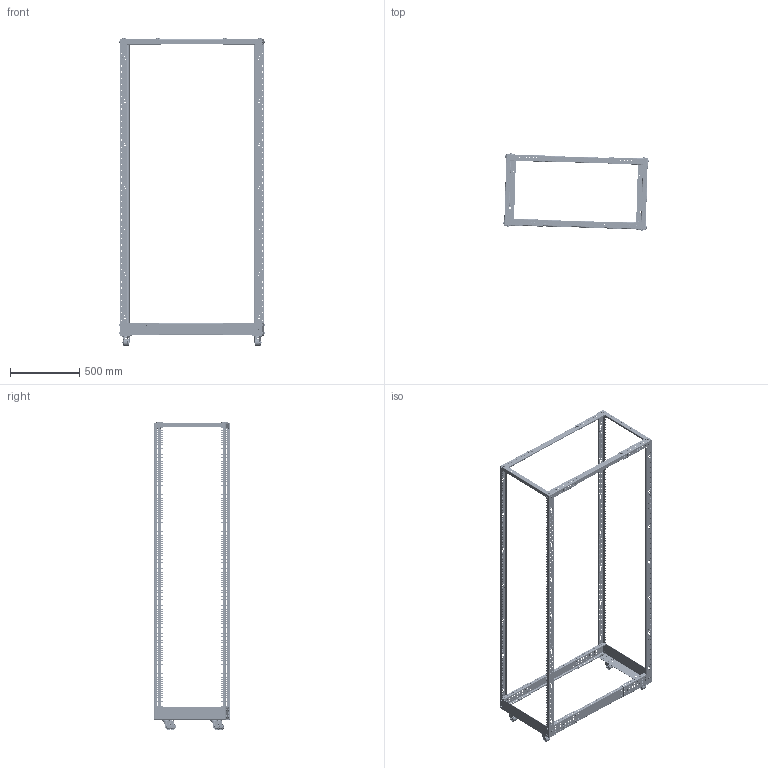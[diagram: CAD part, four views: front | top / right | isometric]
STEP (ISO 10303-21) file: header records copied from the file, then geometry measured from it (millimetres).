
FILE_DESCRIPTION (( 'STEP AP214' ), '1' );
FILE_NAME ('LC-SW4POST45-W_LC_3D.step', '2023-07-27T22:48:12', ( '' ), ( '' ), 'SwSTEP 2.0', 'SolidWorks 2022', '' );
FILE_SCHEMA (( 'AUTOMOTIVE_DESIGN' ));
Length unit declared in the file: inch
Products named in the file (38): LS_AF0_ASM.stp; LS_AF7_ASM.stp; 4POST45U.stp; LS_AF1_ASM.stp; LS_AF12_ASM.stp; LS_AF8_ASM.stp; PRT0003.stp; LS_AF13_ASM.stp; 7-1.stp; PRT0001.stp; SA_AF0_ASM.stp; LS_AF11_ASM.stp; LS_AF15_ASM.stp; PRT0008.stp; SHUANG_AF0_ASM.stp; M10_12.stp; PRT0007.stp; SA_AF2_ASM.stp; SA_AF1_ASM.stp; LS_AF10_ASM.stp; PRT0002.stp; PRT0009.stp; PRT0003YOU.stp; SHUANG_AF1_ASM.stp; LS_AF5_ASM.stp; LS_AF2_ASM.stp; LS_AF14_ASM.stp; LS_AF3_ASM.stp; LS_AF4_ASM.stp; SA_AF3_ASM.stp; PRT0006.stp; LC-SW4POST45-W_LC_3D; LS_AF6_ASM.stp; ____4.stp; PRT0001YOU.stp; M6_16.stp; 6.stp; LS_AF9_ASM.stp
Assembly tree (119 placements, depth 4):
  LC-SW4POST45-W_LC_3D
    4POST45U.stp
      SHUANG_AF0_ASM.stp
        PRT0001.stp
        PRT0001YOU.stp
        PRT0007.stp  x2
        PRT0003.stp
        PRT0003YOU.stp
        PRT0009.stp
        PRT0008.stp
        M10_12.stp  x12
      SHUANG_AF1_ASM.stp
        PRT0001.stp
        PRT0001YOU.stp
        PRT0007.stp  x2
        PRT0003.stp
        PRT0003YOU.stp
        PRT0009.stp
        PRT0008.stp
        M10_12.stp  x12
      SA_AF0_ASM.stp
        7-1.stp
        ____4.stp
      SA_AF1_ASM.stp
        7-1.stp
        ____4.stp
      SA_AF2_ASM.stp
        7-1.stp
        ____4.stp
      SA_AF3_ASM.stp
        7-1.stp
        ____4.stp
      LS_AF0_ASM.stp
        M6_16.stp
        6.stp
      LS_AF1_ASM.stp
        M6_16.stp
        6.stp
      LS_AF2_ASM.stp
        M6_16.stp
        6.stp
      LS_AF3_ASM.stp
        M6_16.stp
        6.stp
      LS_AF4_ASM.stp
        M6_16.stp
        6.stp
      LS_AF5_ASM.stp
        M6_16.stp
        6.stp
      LS_AF6_ASM.stp
        M6_16.stp
        6.stp
      LS_AF7_ASM.stp
        M6_16.stp
        6.stp
      LS_AF8_ASM.stp
        M6_16.stp
        6.stp
      LS_AF9_ASM.stp
Bounding box: 1047.97 x 553.97 x 2218.75 mm (x, y, z)
Volume: 3490798.7 mm3; surface area: 3300786.4 mm2
Topology: 96 solids, 96 shells, 9136 faces, 25472 edges, 16656 vertices
Faces by surface type: plane 5068, cylinder 3396, bspline 376, torus 208, cone 56, sphere 32
Entity records: 109312 total; most frequent: CARTESIAN_POINT 23277, ORIENTED_EDGE 17510, DIRECTION 16942, EDGE_CURVE 8755, VECTOR 6618, LINE 6618, VERTEX_POINT 5751, AXIS2_PLACEMENT_3D 5162
